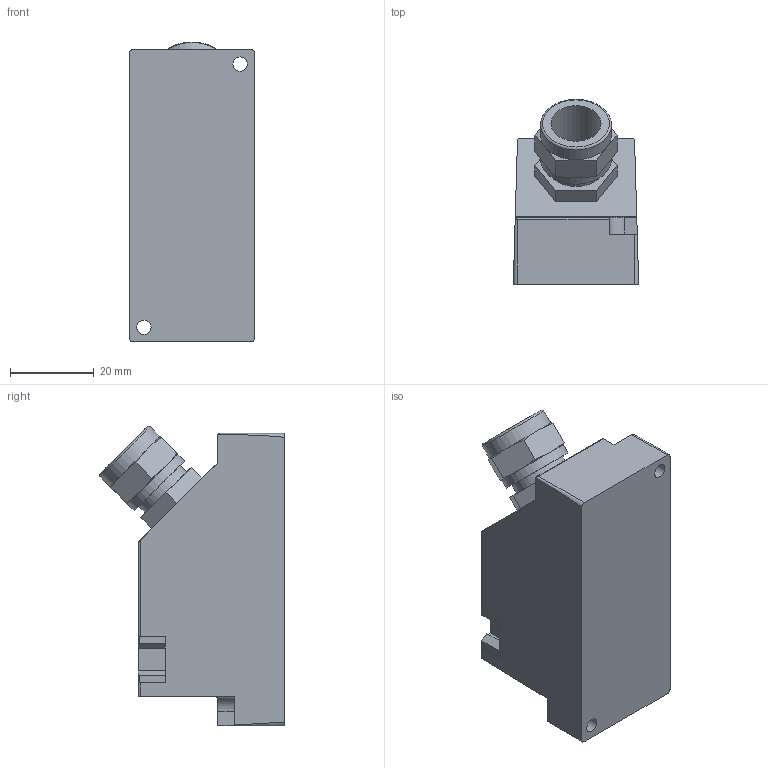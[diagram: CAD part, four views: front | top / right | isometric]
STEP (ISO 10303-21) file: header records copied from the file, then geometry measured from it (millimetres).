
FILE_DESCRIPTION(/* description */ ('STEP AP214'),/* implementation_level */ '2;1');
FILE_NAME(/* name */ '18625_KMP3-25P-16-10',/* time_stamp */ '2024-08-29T17:16:44+02:00',/* author */ ('License CC BY-ND 4.0'),/* organization */ ('CADENAS'),/* preprocessor_version */ 'ST-DEVELOPER v19.3',/* originating_system */ 'PARTsolutions',/* authorisation */ ' ');
FILE_SCHEMA (('AUTOMOTIVE_DESIGN {1 0 10303 214 3 1 1}'));
Length unit declared in the file: millimetre
Products named in the file (1): 18625 KMP3-25P-16-10
Bounding box: 30 x 44.28 x 71.78 mm (x, y, z)
Volume: 59806.8 mm3; surface area: 12007.5 mm2
Topology: 1 solids, 1 shells, 92 faces, 240 edges, 155 vertices
Faces by surface type: plane 56, cylinder 23, cone 12, torus 1
Full cylindrical faces by diameter (mm): 3.4 x2, 12 x1, 14 x2, 17 x2
Entity records: 2833 total; most frequent: CARTESIAN_POINT 565, ORIENTED_EDGE 464, DIRECTION 452, EDGE_CURVE 232, VERTEX_POINT 155, AXIS2_PLACEMENT_3D 155, LINE 142, VECTOR 142
